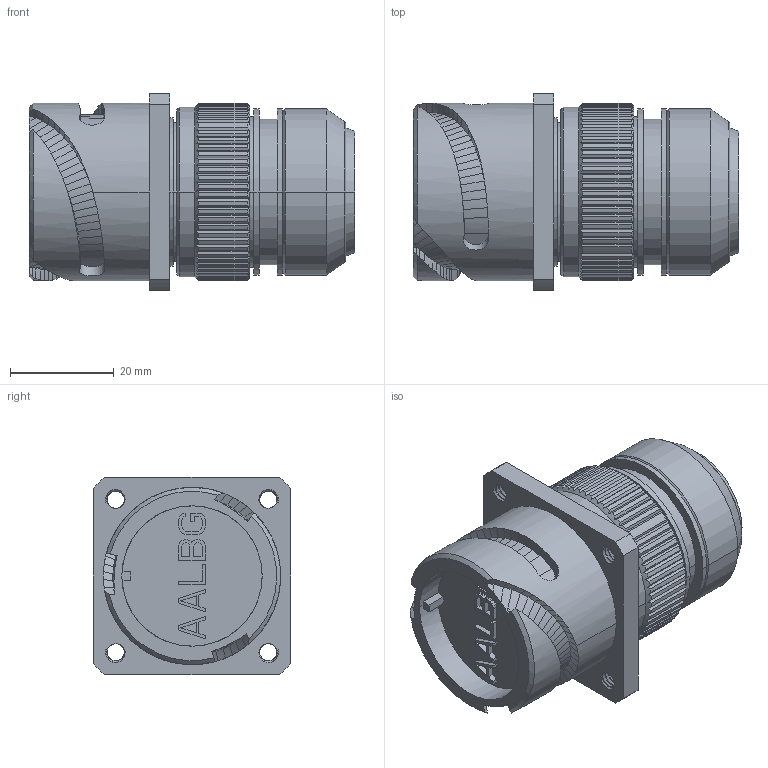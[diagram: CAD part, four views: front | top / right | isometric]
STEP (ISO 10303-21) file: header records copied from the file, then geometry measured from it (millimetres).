
FILE_DESCRIPTION((''),'2;1');
FILE_NAME('VG95234N-20_SW0001','2023-03-23T11:00:24',('paultorloting'),('NET AG system integration'),'CREO PARAMETRIC BY PTC INC, 2021404','CREO PARAMETRIC BY PTC INC, 2021404','');
FILE_SCHEMA(('AUTOMOTIVE_DESIGN { 1 0 10303 214 1 1 1 1 }'));
Length unit declared in the file: millimetre
Products named in the file (1): VG95234N-20_SW0001
Bounding box: 62.65 x 38 x 38 mm (x, y, z)
Volume: 48115 mm3; surface area: 12842.1 mm2
Topology: 1 solids, 1 shells, 793 faces, 2130 edges, 1369 vertices
Faces by surface type: plane 405, bspline 221, cylinder 137, cone 22, torus 8
Entity records: 36561 total; most frequent: CARTESIAN_POINT 14299, ORIENTED_EDGE 4260, DIRECTION 2826, EDGE_CURVE 2130, VERTEX_POINT 1369, VECTOR 1189, LINE 1189, EDGE_LOOP 831
